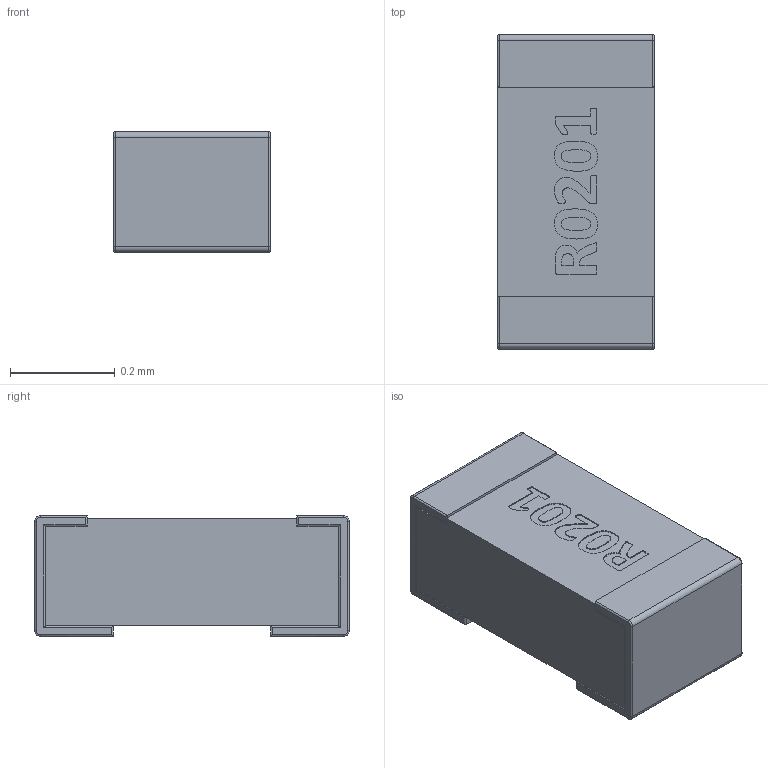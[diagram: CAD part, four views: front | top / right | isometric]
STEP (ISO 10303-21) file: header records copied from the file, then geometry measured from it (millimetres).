
FILE_DESCRIPTION(/* description */ (''),/* implementation_level */ '2;1');
FILE_NAME(/* name */ 'R0201 v2.step',/* time_stamp */ '2023-02-19T15:12:32-05:00',/* author */ (''),/* organization */ (''),/* preprocessor_version */ 'ST-DEVELOPER v19',/* originating_system */ 'Autodesk Translation Framework v11.7.0.108',/* authorisation */ '');
FILE_SCHEMA (('AUTOMOTIVE_DESIGN { 1 0 10303 214 3 1 1 }'));
Length unit declared in the file: millimetre
Products named in the file (1): R0201
Bounding box: 0.3 x 0.6 x 0.23 mm (x, y, z)
Volume: 0 mm3; surface area: 0.8 mm2
Topology: 1 solids, 1 shells, 151 faces, 379 edges, 238 vertices
Faces by surface type: plane 58, bspline 49, cylinder 36, torus 8
Entity records: 6994 total; most frequent: CARTESIAN_POINT 3566, ORIENTED_EDGE 758, DIRECTION 495, EDGE_CURVE 379, VERTEX_POINT 238, LINE 225, VECTOR 225, EDGE_LOOP 159
